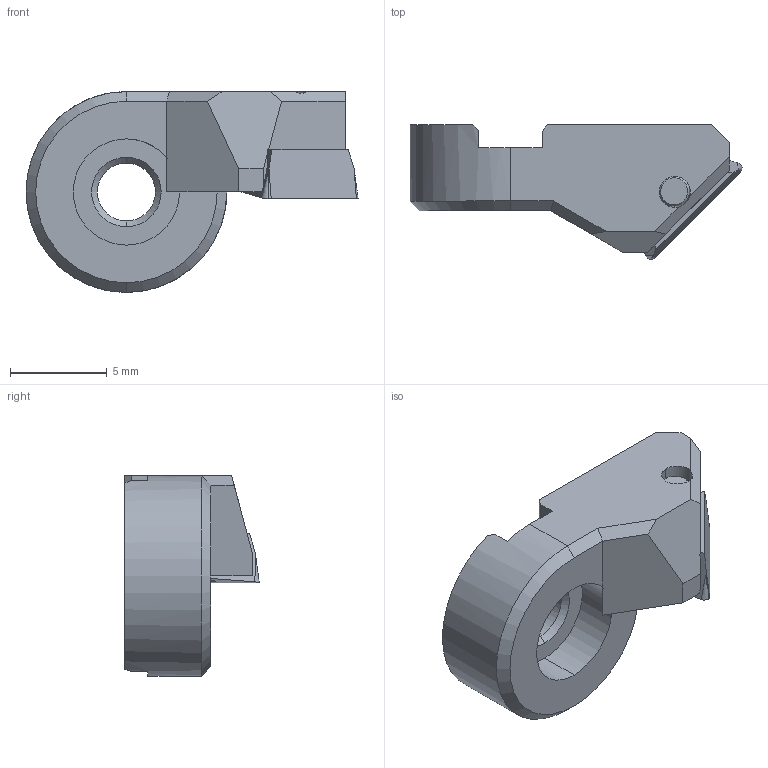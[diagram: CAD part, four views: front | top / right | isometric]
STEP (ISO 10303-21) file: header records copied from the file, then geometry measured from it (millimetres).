
FILE_DESCRIPTION(('no description'),'unknown implementation level');
FILE_NAME('3947CFAA-E78B-4D75-8501-43A6610A9EF9_export.stp',' ',('CIMSOURCE GmbH'),('CADClick - KiM GmbH - www.kimweb.de'),'unknown preprocess','ACIS','unknown authorization');
FILE_SCHEMA(('automotive_design'));
Length unit declared in the file: millimetre
Products named in the file (3): 626.423 Kaiser ENH2 TP07 45�|694.103 Kaiser ETL M2x4.8 T6 IP 10S;Kreismuster1; 626.423 Kaiser ENH2 TP07 45�|651.735 Kaiser TPGT 070203 K10C;Kombinieren1; 626.423 Kaiser ENH2 TP07 45�|626.423 Kaiser ENH2 TP07 45�;Extrude1
Bounding box: 17.2 x 6.96 x 10.4 mm (x, y, z)
Volume: 469 mm3; surface area: 654 mm2
Topology: 3 solids, 3 shells, 97 faces, 249 edges, 153 vertices
Faces by surface type: plane 38, cylinder 32, cone 21, torus 6
Entity records: 5766 total; most frequent: DIRECTION 541, CARTESIAN_POINT 528, STYLED_ITEM 497, PRESENTATION_STYLE_ASSIGNMENT 497, COLOUR_RGB 497, ORIENTED_EDGE 488, EDGE_CURVE 244, CURVE_STYLE 244
